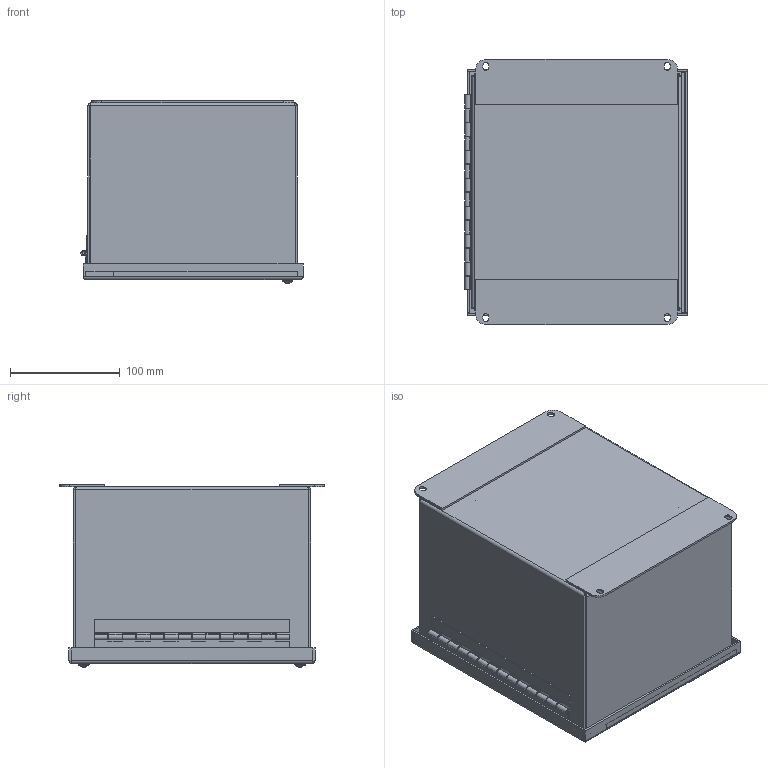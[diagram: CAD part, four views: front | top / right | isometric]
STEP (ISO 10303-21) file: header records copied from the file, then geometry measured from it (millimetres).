
FILE_DESCRIPTION(/* description */ ('7.88X8.82 LID'),/* implementation_level */ '2;1');
FILE_NAME(/* name */ 'PBYX4S.iam.stp',/* time_stamp */ '2017-01-30T18:31:52+05:00',/* author */ ('mgunasekar'),/* organization */ (''),/* preprocessor_version */ 'ST-DEVELOPER v16.1',/* originating_system */ 'Autodesk Inventor 2016',/* authorisation */ '');
FILE_SCHEMA (('AUTOMOTIVE_DESIGN { 1 0 10303 214 3 1 1 }'));
Length unit declared in the file: inch
Products named in the file (16): PBYX4SLID; 39077; PBYX4SBKP; PBYX4SPP; 3499; 34984; 328121LH; 328121P; 328121TH; 328121; 38837; 34047; 34812; 372163; 316244-6.842; PBYX4S
Assembly tree (26 placements, depth 3):
  PBYX4S
    PBYX4SLID
    39077  x2
    PBYX4SBKP
    PBYX4SPP
    3499  x4
    34984  x2
    328121
      328121LH
      328121P
      328121TH
    38837
    34047  x4
    34812  x2
    372163  x2
    316244-6.842  x2
Bounding box: 202.29 x 241.3 x 166.01 mm (x, y, z)
Volume: 554328.9 mm3; surface area: 579482 mm2
Topology: 25 solids, 25 shells, 602 faces, 1506 edges, 969 vertices
Faces by surface type: plane 367, cylinder 144, cone 37, bspline 32, torus 20, sphere 2
Full cylindrical faces by diameter (mm): 2.54 x1, 2.957 x14, 3.962 x6, 4.826 x7, 4.978 x2, 6.299 x2, 6.35 x2, 6.528 x2, 7.061 x2, 7.137 x2, 7.62 x4, 7.95 x4, 9.474 x6, 10.312 x2, 11.506 x2, 15.875 x4
Entity records: 14403 total; most frequent: CARTESIAN_POINT 3315, DIRECTION 2124, ORIENTED_EDGE 2104, EDGE_CURVE 1052, LINE 714, VECTOR 714, AXIS2_PLACEMENT_3D 705, VERTEX_POINT 696
